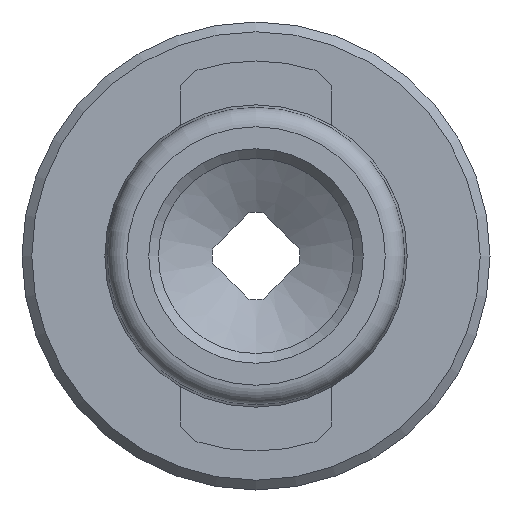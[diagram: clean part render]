
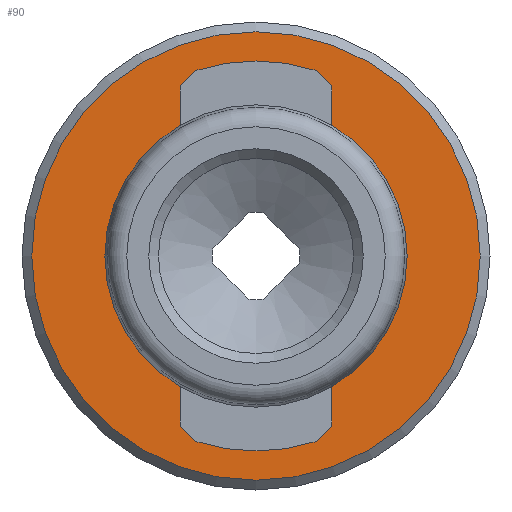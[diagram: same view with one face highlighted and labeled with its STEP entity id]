
A CAD part, left-side view. The second image highlights one B-rep face of the part: STEP entity #90.
In plain terms, the highlighted planar face has unit normal (-1, 0, 0).
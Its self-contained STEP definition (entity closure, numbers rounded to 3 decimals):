
#90 = ADVANCED_FACE( '', ( #211, #212 ), #213, .F. );
#211 = FACE_OUTER_BOUND( '', #370, .T. );
#212 = FACE_BOUND( '', #371, .T. );
#213 = PLANE( '', #372 );
#370 = EDGE_LOOP( '', ( #582 ) );
#371 = EDGE_LOOP( '', ( #583, #584, #585, #586, #587, #588, #589, #590, #591, #592, #593, #594 ) );
#372 = AXIS2_PLACEMENT_3D( '', #595, #596, #597 );
#582 = ORIENTED_EDGE( '', *, *, #892, .T. );
#583 = ORIENTED_EDGE( '', *, *, #893, .F. );
#584 = ORIENTED_EDGE( '', *, *, #894, .T. );
#585 = ORIENTED_EDGE( '', *, *, #895, .F. );
#586 = ORIENTED_EDGE( '', *, *, #882, .F. );
#587 = ORIENTED_EDGE( '', *, *, #866, .F. );
#588 = ORIENTED_EDGE( '', *, *, #887, .T. );
#589 = ORIENTED_EDGE( '', *, *, #896, .F. );
#590 = ORIENTED_EDGE( '', *, *, #897, .T. );
#591 = ORIENTED_EDGE( '', *, *, #870, .F. );
#592 = ORIENTED_EDGE( '', *, *, #898, .F. );
#593 = ORIENTED_EDGE( '', *, *, #899, .F. );
#594 = ORIENTED_EDGE( '', *, *, #900, .T. );
#595 = CARTESIAN_POINT( '', ( 12., 20., 0. ) );
#596 = DIRECTION( '', ( 1., 0., 0. ) );
#597 = DIRECTION( '', ( 0., 0., -1. ) );
#866 = EDGE_CURVE( '', #1022, #1024, #1025, .T. );
#870 = EDGE_CURVE( '', #1030, #1031, #1032, .T. );
#882 = EDGE_CURVE( '', #1024, #1051, #1052, .T. );
#887 = EDGE_CURVE( '', #1022, #1057, #1059, .T. );
#892 = EDGE_CURVE( '', #1066, #1066, #1067, .T. );
#893 = EDGE_CURVE( '', #1068, #1069, #1070, .T. );
#894 = EDGE_CURVE( '', #1068, #1071, #1072, .F. );
#895 = EDGE_CURVE( '', #1051, #1071, #1073, .T. );
#896 = EDGE_CURVE( '', #1074, #1057, #1075, .T. );
#897 = EDGE_CURVE( '', #1074, #1031, #1076, .F. );
#898 = EDGE_CURVE( '', #1077, #1030, #1078, .T. );
#899 = EDGE_CURVE( '', #1079, #1077, #1080, .T. );
#900 = EDGE_CURVE( '', #1079, #1069, #1081, .T. );
#1022 = VERTEX_POINT( '', #1237 );
#1024 = VERTEX_POINT( '', #1240 );
#1025 = LINE( '', #1241, #1242 );
#1030 = VERTEX_POINT( '', #1249 );
#1031 = VERTEX_POINT( '', #1250 );
#1032 = LINE( '', #1251, #1252 );
#1051 = VERTEX_POINT( '', #1275 );
#1052 = CIRCLE( '', #1276, 15.25 );
#1057 = VERTEX_POINT( '', #1283 );
#1059 = LINE( '', #1286, #1287 );
#1066 = VERTEX_POINT( '', #1294 );
#1067 = CIRCLE( '', #1295, 23. );
#1068 = VERTEX_POINT( '', #1296 );
#1069 = VERTEX_POINT( '', #1297 );
#1070 = CIRCLE( '', #1298, 20. );
#1071 = VERTEX_POINT( '', #1299 );
#1072 = LINE( '', #1300, #1301 );
#1073 = LINE( '', #1302, #1303 );
#1074 = VERTEX_POINT( '', #1304 );
#1075 = CIRCLE( '', #1305, 20. );
#1076 = LINE( '', #1306, #1307 );
#1077 = VERTEX_POINT( '', #1308 );
#1078 = CIRCLE( '', #1309, 15.25 );
#1079 = VERTEX_POINT( '', #1310 );
#1080 = LINE( '', #1311, #1312 );
#1081 = LINE( '', #1313, #1314 );
#1237 = CARTESIAN_POINT( '', ( 12., 7.75, 17.437 ) );
#1240 = CARTESIAN_POINT( '', ( 12., 7.75, 13.134 ) );
#1241 = CARTESIAN_POINT( '', ( 12., 7.75, 24.891 ) );
#1242 = VECTOR( '', #1480, 1000. );
#1249 = CARTESIAN_POINT( '', ( 12., -7.75, 13.134 ) );
#1250 = CARTESIAN_POINT( '', ( 12., -7.75, 17.437 ) );
#1251 = CARTESIAN_POINT( '', ( 12., -7.75, 13.134 ) );
#1252 = VECTOR( '', #1483, 1000. );
#1275 = CARTESIAN_POINT( '', ( 12., 7.75, -13.134 ) );
#1276 = AXIS2_PLACEMENT_3D( '', #1500, #1501, #1502 );
#1283 = CARTESIAN_POINT( '', ( 12., 6.16, 19.028 ) );
#1286 = CARTESIAN_POINT( '', ( 12., 22.594, 2.594 ) );
#1287 = VECTOR( '', #1506, 1000. );
#1294 = CARTESIAN_POINT( '', ( 12., 0., 23. ) );
#1295 = AXIS2_PLACEMENT_3D( '', #1513, #1514, #1515 );
#1296 = CARTESIAN_POINT( '', ( 12., 6.16, -19.028 ) );
#1297 = CARTESIAN_POINT( '', ( 12., -6.16, -19.028 ) );
#1298 = AXIS2_PLACEMENT_3D( '', #1516, #1517, #1518 );
#1299 = CARTESIAN_POINT( '', ( 12., 7.75, -17.437 ) );
#1300 = CARTESIAN_POINT( '', ( 12., 22.594, -2.594 ) );
#1301 = VECTOR( '', #1519, 1000. );
#1302 = CARTESIAN_POINT( '', ( 12., 7.75, -13.134 ) );
#1303 = VECTOR( '', #1520, 1000. );
#1304 = CARTESIAN_POINT( '', ( 12., -6.16, 19.028 ) );
#1305 = AXIS2_PLACEMENT_3D( '', #1521, #1522, #1523 );
#1306 = CARTESIAN_POINT( '', ( 12., -2.594, 22.594 ) );
#1307 = VECTOR( '', #1524, 1000. );
#1308 = CARTESIAN_POINT( '', ( 12., -7.75, -13.134 ) );
#1309 = AXIS2_PLACEMENT_3D( '', #1525, #1526, #1527 );
#1310 = CARTESIAN_POINT( '', ( 12., -7.75, -17.437 ) );
#1311 = CARTESIAN_POINT( '', ( 12., -7.75, -24.891 ) );
#1312 = VECTOR( '', #1528, 1000. );
#1313 = CARTESIAN_POINT( '', ( 12., -2.594, -22.594 ) );
#1314 = VECTOR( '', #1529, 1000. );
#1480 = DIRECTION( '', ( 0., 0., -1. ) );
#1483 = DIRECTION( '', ( 0., 0., 1. ) );
#1500 = CARTESIAN_POINT( '', ( 12., 0., 0. ) );
#1501 = DIRECTION( '', ( -1., 0., 0. ) );
#1502 = DIRECTION( '', ( 0., -1., 0. ) );
#1506 = DIRECTION( '', ( 0., -0.707, 0.707 ) );
#1513 = CARTESIAN_POINT( '', ( 12., 0., 0. ) );
#1514 = DIRECTION( '', ( -1., 0., 0. ) );
#1515 = DIRECTION( '', ( 0., 0., 1. ) );
#1516 = CARTESIAN_POINT( '', ( 12., 0., 0. ) );
#1517 = DIRECTION( '', ( -1., 0., 0. ) );
#1518 = DIRECTION( '', ( 0., 0., 1. ) );
#1519 = DIRECTION( '', ( 0., -0.707, -0.707 ) );
#1520 = DIRECTION( '', ( 0., 0., -1. ) );
#1521 = CARTESIAN_POINT( '', ( 12., 0., 0. ) );
#1522 = DIRECTION( '', ( -1., 0., 0. ) );
#1523 = DIRECTION( '', ( 0., 0., 1. ) );
#1524 = DIRECTION( '', ( 0., 0.707, 0.707 ) );
#1525 = CARTESIAN_POINT( '', ( 12., 0., 0. ) );
#1526 = DIRECTION( '', ( -1., 0., 0. ) );
#1527 = DIRECTION( '', ( 0., 1., 0. ) );
#1528 = DIRECTION( '', ( 0., 0., 1. ) );
#1529 = DIRECTION( '', ( 0., 0.707, -0.707 ) );
